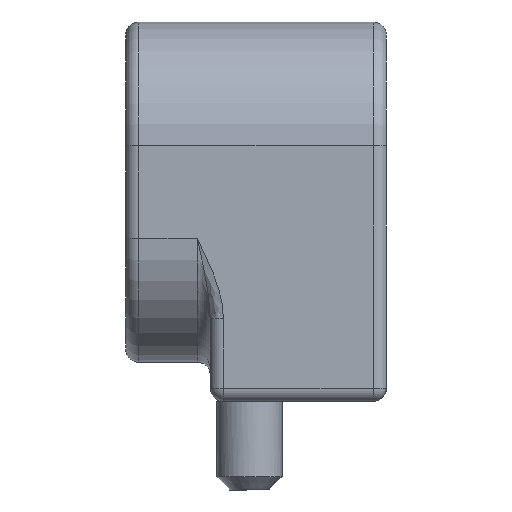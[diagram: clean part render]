
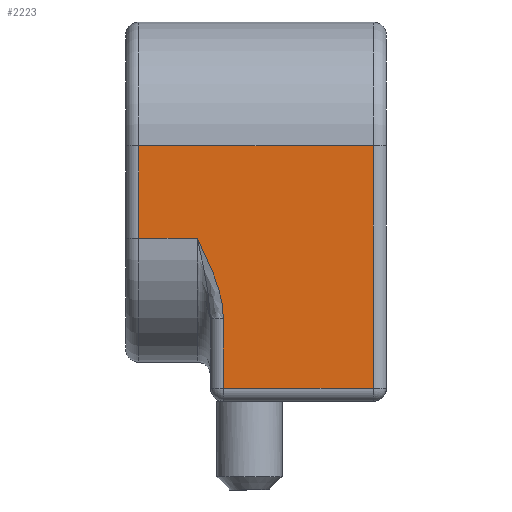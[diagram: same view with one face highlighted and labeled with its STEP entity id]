
A CAD part, left-side view. The second image highlights one B-rep face of the part: STEP entity #2223.
In plain terms, the highlighted planar face has unit normal (-1, 0, 0).
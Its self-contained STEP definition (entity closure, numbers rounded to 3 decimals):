
#25=B_SPLINE_CURVE_WITH_KNOTS('',3,(#3803,#3804,#3805,#3806,#3807,#3808,
#3809,#3810,#3811,#3812,#3813,#3814,#3815,#3816,#3817,#3818),
 .UNSPECIFIED.,.F.,.F.,(4,3,3,3,3,4),(0.,0.,
0.,0.,0.001,0.001),
 .UNSPECIFIED.);
#725=ORIENTED_EDGE('',*,*,#1140,.F.);
#726=ORIENTED_EDGE('',*,*,#994,.T.);
#727=ORIENTED_EDGE('',*,*,#1141,.T.);
#728=ORIENTED_EDGE('',*,*,#1110,.T.);
#729=ORIENTED_EDGE('',*,*,#1100,.T.);
#730=ORIENTED_EDGE('',*,*,#1096,.T.);
#731=ORIENTED_EDGE('',*,*,#1108,.T.);
#994=EDGE_CURVE('',#1279,#1281,#1484,.T.);
#1096=EDGE_CURVE('',#1333,#1339,#1528,.T.);
#1100=EDGE_CURVE('',#1341,#1333,#1531,.T.);
#1108=EDGE_CURVE('',#1339,#1347,#1534,.T.);
#1110=EDGE_CURVE('',#1343,#1341,#25,.T.);
#1140=EDGE_CURVE('',#1279,#1347,#1561,.T.);
#1141=EDGE_CURVE('',#1281,#1343,#1562,.T.);
#1279=VERTEX_POINT('',#3510);
#1281=VERTEX_POINT('',#3515);
#1333=VERTEX_POINT('',#3734);
#1339=VERTEX_POINT('',#3751);
#1341=VERTEX_POINT('',#3760);
#1343=VERTEX_POINT('',#3766);
#1347=VERTEX_POINT('',#3784);
#1484=LINE('',#3516,#1703);
#1528=LINE('',#3756,#1747);
#1531=LINE('',#3763,#1750);
#1534=LINE('',#3785,#1753);
#1561=LINE('',#3858,#1780);
#1562=LINE('',#3859,#1781);
#1703=VECTOR('',#2797,1000.);
#1747=VECTOR('',#3025,1000.);
#1750=VECTOR('',#3032,1000.);
#1753=VECTOR('',#3049,1000.);
#1780=VECTOR('',#3104,1000.);
#1781=VECTOR('',#3105,1000.);
#1893=EDGE_LOOP('',(#725,#726,#727,#728,#729,#730,#731));
#2026=FACE_BOUND('',#1893,.T.);
#2114=PLANE('',#2461);
#2223=ADVANCED_FACE('',(#2026),#2114,.T.);
#2461=AXIS2_PLACEMENT_3D('',#3857,#3102,#3103);
#2797=DIRECTION('',(0.,0.,-1.));
#3025=DIRECTION('',(0.,-1.,0.));
#3032=DIRECTION('',(0.,0.,-1.));
#3049=DIRECTION('',(0.,0.,1.));
#3102=DIRECTION('',(-1.,0.,0.));
#3103=DIRECTION('',(0.,0.,1.));
#3104=DIRECTION('',(0.,-1.,0.));
#3105=DIRECTION('',(0.,-1.,0.));
#3510=CARTESIAN_POINT('',(-2.499,48.902,4.75));
#3515=CARTESIAN_POINT('',(-2.499,48.902,4.04));
#3516=CARTESIAN_POINT('',(-2.499,48.902,4.04));
#3734=CARTESIAN_POINT('',(-2.499,48.252,2.89));
#3751=CARTESIAN_POINT('',(-2.499,47.102,2.89));
#3756=CARTESIAN_POINT('',(-2.499,47.002,2.89));
#3760=CARTESIAN_POINT('',(-2.499,48.252,3.424));
#3763=CARTESIAN_POINT('',(-2.499,48.252,2.79));
#3766=CARTESIAN_POINT('',(-2.499,48.452,4.04));
#3784=CARTESIAN_POINT('',(-2.499,47.102,4.75));
#3785=CARTESIAN_POINT('',(-2.499,47.102,4.04));
#3803=CARTESIAN_POINT('',(-2.499,48.452,4.04));
#3804=CARTESIAN_POINT('',(-2.499,48.409,3.952));
#3805=CARTESIAN_POINT('',(-2.499,48.366,3.864));
#3806=CARTESIAN_POINT('',(-2.499,48.331,3.773));
#3807=CARTESIAN_POINT('',(-2.499,48.327,3.762));
#3808=CARTESIAN_POINT('',(-2.499,48.323,3.752));
#3809=CARTESIAN_POINT('',(-2.499,48.319,3.742));
#3810=CARTESIAN_POINT('',(-2.499,48.303,3.698));
#3811=CARTESIAN_POINT('',(-2.499,48.288,3.653));
#3812=CARTESIAN_POINT('',(-2.499,48.277,3.608));
#3813=CARTESIAN_POINT('',(-2.499,48.268,3.573));
#3814=CARTESIAN_POINT('',(-2.499,48.261,3.538));
#3815=CARTESIAN_POINT('',(-2.499,48.257,3.502));
#3816=CARTESIAN_POINT('',(-2.499,48.254,3.476));
#3817=CARTESIAN_POINT('',(-2.499,48.252,3.45));
#3818=CARTESIAN_POINT('',(-2.499,48.252,3.424));
#3857=CARTESIAN_POINT('',(-2.499,49.002,4.04));
#3858=CARTESIAN_POINT('',(-2.499,49.002,4.75));
#3859=CARTESIAN_POINT('',(-2.499,49.002,4.04));
